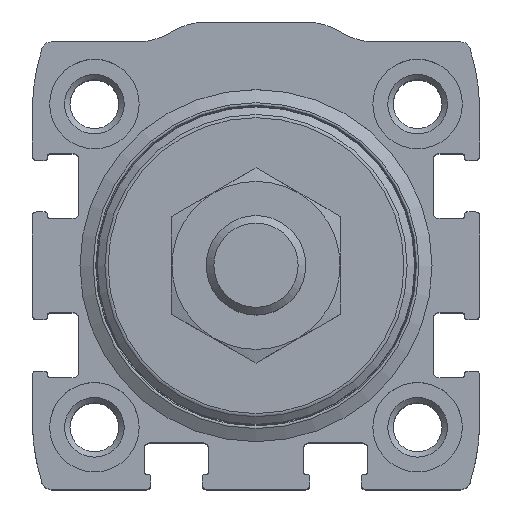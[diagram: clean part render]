
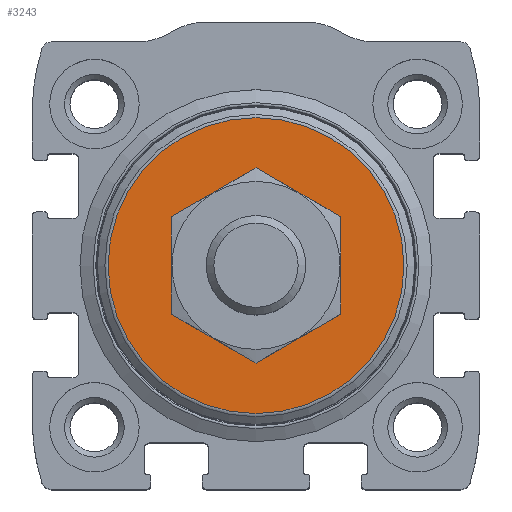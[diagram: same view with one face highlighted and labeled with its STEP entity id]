
A CAD part, top view. The second image highlights one B-rep face of the part: STEP entity #3243.
In plain terms, the highlighted planar face has unit normal (0, 0, 1).
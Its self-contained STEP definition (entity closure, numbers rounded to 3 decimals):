
#244=CIRCLE('',#3637,14.875);
#245=CIRCLE('',#3639,6.173);
#1125=ORIENTED_EDGE('',*,*,#1627,.T.);
#1126=ORIENTED_EDGE('',*,*,#1626,.F.);
#1626=EDGE_CURVE('',#1956,#1956,#244,.T.);
#1627=EDGE_CURVE('',#1957,#1957,#245,.T.);
#1956=VERTEX_POINT('',#5535);
#1957=VERTEX_POINT('',#5538);
#2679=EDGE_LOOP('',(#1125));
#2680=EDGE_LOOP('',(#1126));
#2943=FACE_BOUND('',#2679,.T.);
#2944=FACE_BOUND('',#2680,.T.);
#3068=PLANE('',#3638);
#3243=ADVANCED_FACE('',(#2943,#2944),#3068,.T.);
#3637=AXIS2_PLACEMENT_3D('',#5534,#4569,#4570);
#3638=AXIS2_PLACEMENT_3D('',#5536,#4571,#4572);
#3639=AXIS2_PLACEMENT_3D('',#5537,#4573,#4574);
#4569=DIRECTION('',(0.,0.,-1.));
#4570=DIRECTION('',(-1.,0.,0.));
#4571=DIRECTION('',(0.,0.,1.));
#4572=DIRECTION('',(1.,0.,0.));
#4573=DIRECTION('',(0.,0.,-1.));
#4574=DIRECTION('',(-1.,0.,0.));
#5534=CARTESIAN_POINT('',(0.,0.,34.8));
#5535=CARTESIAN_POINT('',(-14.875,0.,34.8));
#5536=CARTESIAN_POINT('',(0.,14.875,34.8));
#5537=CARTESIAN_POINT('',(0.,0.,34.8));
#5538=CARTESIAN_POINT('',(-6.173,0.,34.8));
